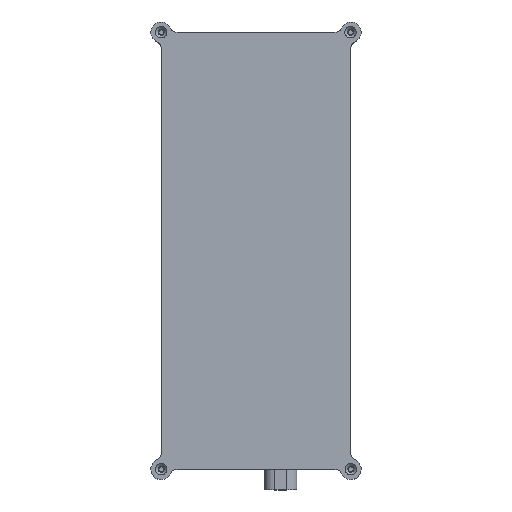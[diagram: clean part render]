
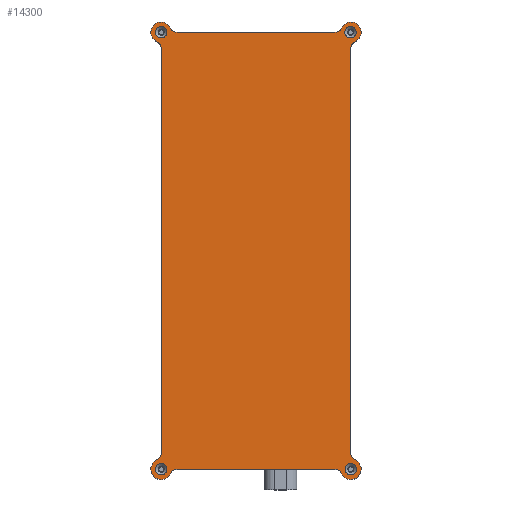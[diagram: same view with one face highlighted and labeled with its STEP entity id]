
A CAD part, top view. The second image highlights one B-rep face of the part: STEP entity #14300.
In plain terms, the highlighted planar face has unit normal (0, 0, 1).
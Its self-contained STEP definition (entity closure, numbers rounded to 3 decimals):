
#433=FACE_BOUND('',#2001,.T.);
#434=FACE_BOUND('',#2002,.T.);
#435=FACE_BOUND('',#2003,.T.);
#436=FACE_BOUND('',#2004,.T.);
#548=PLANE('',#16189);
#1214=FACE_OUTER_BOUND('',#2000,.T.);
#2000=EDGE_LOOP('',(#12713,#12714,#12715,#12716,#12717,#12718,#12719,#12720,
#12721,#12722,#12723,#12724,#12725,#12726,#12727,#12728));
#2001=EDGE_LOOP('',(#12729));
#2002=EDGE_LOOP('',(#12730));
#2003=EDGE_LOOP('',(#12731));
#2004=EDGE_LOOP('',(#12732));
#2769=LINE('',#24650,#3675);
#2777=LINE('',#24686,#3683);
#2783=LINE('',#24710,#3689);
#2787=LINE('',#24730,#3693);
#3675=VECTOR('',#19960,10.);
#3683=VECTOR('',#20000,10.);
#3689=VECTOR('',#20026,10.);
#3693=VECTOR('',#20050,10.);
#4786=CIRCLE('',#15817,3.5);
#4788=CIRCLE('',#15821,3.5);
#4789=CIRCLE('',#15823,5.);
#4792=CIRCLE('',#15827,3.5);
#4794=CIRCLE('',#15830,5.);
#4796=CIRCLE('',#15833,3.5);
#4798=CIRCLE('',#15837,3.5);
#4800=CIRCLE('',#15840,5.);
#4802=CIRCLE('',#15843,3.5);
#4804=CIRCLE('',#15847,3.5);
#4806=CIRCLE('',#15850,5.);
#4808=CIRCLE('',#15853,3.5);
#4912=CIRCLE('',#16011,2.75);
#5016=CIRCLE('',#16168,2.75);
#5027=CIRCLE('',#16190,2.75);
#5028=CIRCLE('',#16191,2.75);
#6247=VERTEX_POINT('',#24640);
#6248=VERTEX_POINT('',#24642);
#6250=VERTEX_POINT('',#24648);
#6253=VERTEX_POINT('',#24655);
#6254=VERTEX_POINT('',#24657);
#6256=VERTEX_POINT('',#24666);
#6258=VERTEX_POINT('',#24672);
#6260=VERTEX_POINT('',#24678);
#6262=VERTEX_POINT('',#24684);
#6264=VERTEX_POINT('',#24690);
#6266=VERTEX_POINT('',#24696);
#6268=VERTEX_POINT('',#24702);
#6270=VERTEX_POINT('',#24708);
#6272=VERTEX_POINT('',#24714);
#6274=VERTEX_POINT('',#24720);
#6276=VERTEX_POINT('',#24726);
#6380=VERTEX_POINT('',#25043);
#6484=VERTEX_POINT('',#25357);
#6503=VERTEX_POINT('',#25415);
#6504=VERTEX_POINT('',#25417);
#8227=EDGE_CURVE('',#6247,#6248,#4786,.T.);
#8231=EDGE_CURVE('',#6247,#6250,#2769,.T.);
#8234=EDGE_CURVE('',#6253,#6254,#4788,.T.);
#8236=EDGE_CURVE('',#6253,#6248,#4789,.T.);
#8240=EDGE_CURVE('',#6256,#6250,#4792,.T.);
#8243=EDGE_CURVE('',#6256,#6258,#4794,.T.);
#8246=EDGE_CURVE('',#6260,#6258,#4796,.T.);
#8249=EDGE_CURVE('',#6260,#6262,#2777,.T.);
#8252=EDGE_CURVE('',#6264,#6262,#4798,.T.);
#8255=EDGE_CURVE('',#6264,#6266,#4800,.T.);
#8258=EDGE_CURVE('',#6268,#6266,#4802,.T.);
#8261=EDGE_CURVE('',#6268,#6270,#2783,.T.);
#8264=EDGE_CURVE('',#6272,#6270,#4804,.T.);
#8267=EDGE_CURVE('',#6272,#6274,#4806,.T.);
#8270=EDGE_CURVE('',#6276,#6274,#4808,.T.);
#8271=EDGE_CURVE('',#6276,#6254,#2787,.T.);
#8429=EDGE_CURVE('',#6380,#6380,#4912,.T.);
#8586=EDGE_CURVE('',#6484,#6484,#5016,.T.);
#8613=EDGE_CURVE('',#6503,#6503,#5027,.T.);
#8614=EDGE_CURVE('',#6504,#6504,#5028,.T.);
#12713=ORIENTED_EDGE('',*,*,#8255,.T.);
#12714=ORIENTED_EDGE('',*,*,#8258,.F.);
#12715=ORIENTED_EDGE('',*,*,#8261,.T.);
#12716=ORIENTED_EDGE('',*,*,#8264,.F.);
#12717=ORIENTED_EDGE('',*,*,#8267,.T.);
#12718=ORIENTED_EDGE('',*,*,#8270,.F.);
#12719=ORIENTED_EDGE('',*,*,#8271,.T.);
#12720=ORIENTED_EDGE('',*,*,#8234,.F.);
#12721=ORIENTED_EDGE('',*,*,#8236,.T.);
#12722=ORIENTED_EDGE('',*,*,#8227,.F.);
#12723=ORIENTED_EDGE('',*,*,#8231,.T.);
#12724=ORIENTED_EDGE('',*,*,#8240,.F.);
#12725=ORIENTED_EDGE('',*,*,#8243,.T.);
#12726=ORIENTED_EDGE('',*,*,#8246,.F.);
#12727=ORIENTED_EDGE('',*,*,#8249,.T.);
#12728=ORIENTED_EDGE('',*,*,#8252,.F.);
#12729=ORIENTED_EDGE('',*,*,#8613,.T.);
#12730=ORIENTED_EDGE('',*,*,#8429,.T.);
#12731=ORIENTED_EDGE('',*,*,#8614,.T.);
#12732=ORIENTED_EDGE('',*,*,#8586,.T.);
#14300=ADVANCED_FACE('',(#1214,#433,#434,#435,#436),#548,.T.);
#15817=AXIS2_PLACEMENT_3D('',#24643,#19953,#19954);
#15821=AXIS2_PLACEMENT_3D('',#24658,#19966,#19967);
#15823=AXIS2_PLACEMENT_3D('',#24661,#19971,#19972);
#15827=AXIS2_PLACEMENT_3D('',#24668,#19980,#19981);
#15830=AXIS2_PLACEMENT_3D('',#24674,#19987,#19988);
#15833=AXIS2_PLACEMENT_3D('',#24680,#19994,#19995);
#15837=AXIS2_PLACEMENT_3D('',#24692,#20006,#20007);
#15840=AXIS2_PLACEMENT_3D('',#24698,#20013,#20014);
#15843=AXIS2_PLACEMENT_3D('',#24704,#20020,#20021);
#15847=AXIS2_PLACEMENT_3D('',#24716,#20032,#20033);
#15850=AXIS2_PLACEMENT_3D('',#24722,#20039,#20040);
#15853=AXIS2_PLACEMENT_3D('',#24728,#20046,#20047);
#16011=AXIS2_PLACEMENT_3D('',#25045,#20417,#20418);
#16168=AXIS2_PLACEMENT_3D('',#25359,#20784,#20785);
#16189=AXIS2_PLACEMENT_3D('',#25414,#20842,#20843);
#16190=AXIS2_PLACEMENT_3D('',#25416,#20844,#20845);
#16191=AXIS2_PLACEMENT_3D('',#25418,#20846,#20847);
#19953=DIRECTION('center_axis',(0.,0.,1.));
#19954=DIRECTION('ref_axis',(-0.84,-0.542,0.));
#19960=DIRECTION('',(0.,1.,0.));
#19966=DIRECTION('center_axis',(0.,0.,1.));
#19967=DIRECTION('ref_axis',(0.542,0.84,0.));
#19971=DIRECTION('center_axis',(0.,0.,1.));
#19972=DIRECTION('ref_axis',(-1.,0.,0.));
#19980=DIRECTION('center_axis',(0.,0.,1.));
#19981=DIRECTION('ref_axis',(-0.84,0.542,0.));
#19987=DIRECTION('center_axis',(0.,0.,1.));
#19988=DIRECTION('ref_axis',(0.,-1.,0.));
#19994=DIRECTION('center_axis',(0.,0.,1.));
#19995=DIRECTION('ref_axis',(0.542,-0.84,0.));
#20000=DIRECTION('',(-1.,0.,0.));
#20006=DIRECTION('center_axis',(0.,0.,1.));
#20007=DIRECTION('ref_axis',(-0.542,-0.84,0.));
#20013=DIRECTION('center_axis',(0.,0.,1.));
#20014=DIRECTION('ref_axis',(1.,0.,0.));
#20020=DIRECTION('center_axis',(0.,0.,1.));
#20021=DIRECTION('ref_axis',(0.84,0.542,0.));
#20026=DIRECTION('',(0.,-1.,0.));
#20032=DIRECTION('center_axis',(0.,0.,1.));
#20033=DIRECTION('ref_axis',(0.84,-0.542,0.));
#20039=DIRECTION('center_axis',(0.,0.,1.));
#20040=DIRECTION('ref_axis',(0.,1.,0.));
#20046=DIRECTION('center_axis',(0.,0.,1.));
#20047=DIRECTION('ref_axis',(-0.542,0.84,0.));
#20050=DIRECTION('',(1.,0.,0.));
#20417=DIRECTION('center_axis',(0.,0.,-1.));
#20418=DIRECTION('ref_axis',(1.,0.,0.));
#20784=DIRECTION('center_axis',(0.,0.,-1.));
#20785=DIRECTION('ref_axis',(1.,0.,0.));
#20842=DIRECTION('center_axis',(0.,0.,1.));
#20843=DIRECTION('ref_axis',(-1.,0.,0.));
#20844=DIRECTION('center_axis',(0.,0.,-1.));
#20845=DIRECTION('ref_axis',(1.,0.,0.));
#20846=DIRECTION('center_axis',(0.,0.,-1.));
#20847=DIRECTION('ref_axis',(1.,0.,0.));
#24640=CARTESIAN_POINT('',(374.,-2.254,50.));
#24642=CARTESIAN_POINT('',(376.059,-5.444,50.));
#24643=CARTESIAN_POINT('Origin',(377.5,-2.254,50.));
#24648=CARTESIAN_POINT('',(374.,194.254,50.));
#24650=CARTESIAN_POINT('',(374.,197.,50.));
#24655=CARTESIAN_POINT('',(369.444,-12.059,50.));
#24657=CARTESIAN_POINT('',(366.254,-10.,50.));
#24658=CARTESIAN_POINT('Origin',(366.254,-13.5,50.));
#24661=CARTESIAN_POINT('Origin',(374.,-10.,50.));
#24666=CARTESIAN_POINT('',(376.059,197.444,50.));
#24668=CARTESIAN_POINT('Origin',(377.5,194.254,50.));
#24672=CARTESIAN_POINT('',(369.444,204.059,50.));
#24674=CARTESIAN_POINT('Origin',(374.,202.,50.));
#24678=CARTESIAN_POINT('',(366.254,202.,50.));
#24680=CARTESIAN_POINT('Origin',(366.254,205.5,50.));
#24684=CARTESIAN_POINT('',(289.746,202.,50.));
#24686=CARTESIAN_POINT('',(287.,202.,50.));
#24690=CARTESIAN_POINT('',(286.556,204.059,50.));
#24692=CARTESIAN_POINT('Origin',(289.746,205.5,50.));
#24696=CARTESIAN_POINT('',(279.941,197.444,50.));
#24698=CARTESIAN_POINT('Origin',(282.,202.,50.));
#24702=CARTESIAN_POINT('',(282.,194.254,50.));
#24704=CARTESIAN_POINT('Origin',(278.5,194.254,50.));
#24708=CARTESIAN_POINT('',(282.,-2.254,50.));
#24710=CARTESIAN_POINT('',(282.,-5.,50.));
#24714=CARTESIAN_POINT('',(279.941,-5.444,50.));
#24716=CARTESIAN_POINT('Origin',(278.5,-2.254,50.));
#24720=CARTESIAN_POINT('',(286.556,-12.059,50.));
#24722=CARTESIAN_POINT('Origin',(282.,-10.,50.));
#24726=CARTESIAN_POINT('',(289.746,-10.,50.));
#24728=CARTESIAN_POINT('Origin',(289.746,-13.5,50.));
#24730=CARTESIAN_POINT('',(287.,-10.,50.));
#25043=CARTESIAN_POINT('',(371.252,-10.,50.));
#25045=CARTESIAN_POINT('Origin',(374.002,-10.,50.));
#25357=CARTESIAN_POINT('',(279.25,-10.,50.));
#25359=CARTESIAN_POINT('Origin',(282.,-10.,50.));
#25414=CARTESIAN_POINT('Origin',(328.,96.,50.));
#25415=CARTESIAN_POINT('',(371.11,202.,50.));
#25416=CARTESIAN_POINT('Origin',(373.86,202.,50.));
#25417=CARTESIAN_POINT('',(279.25,202.,50.));
#25418=CARTESIAN_POINT('Origin',(282.,202.,50.));
